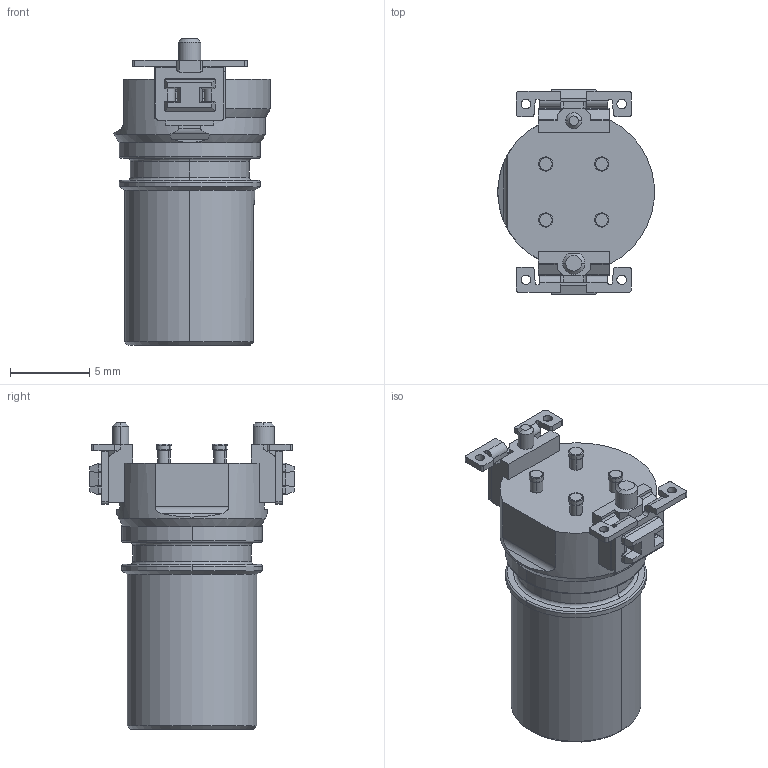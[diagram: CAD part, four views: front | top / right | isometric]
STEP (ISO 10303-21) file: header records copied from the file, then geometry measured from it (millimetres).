
FILE_DESCRIPTION((''),'2;1');
FILE_NAME('1411907','2018-06-12T',('cosa01'),(''),'PRO/ENGINEER BY PARAMETRIC TECHNOLOGY CORPORATION, 2014200','PRO/ENGINEER BY PARAMETRIC TECHNOLOGY CORPORATION, 2014200','');
FILE_SCHEMA(('AUTOMOTIVE_DESIGN { 1 0 10303 214 1 1 1 1 }'));
Length unit declared in the file: millimetre
Products named in the file (1): 1411907
Bounding box: 9.88 x 12.9 x 19.35 mm (x, y, z)
Volume: 972.8 mm3; surface area: 915.2 mm2
Topology: 1 solids, 1 shells, 588 faces, 1590 edges, 1024 vertices
Faces by surface type: plane 376, cylinder 168, cone 28, torus 16
Entity records: 18693 total; most frequent: CARTESIAN_POINT 3572, ORIENTED_EDGE 3180, DIRECTION 3078, EDGE_CURVE 1590, VECTOR 1122, LINE 1122, VERTEX_POINT 1024, AXIS2_PLACEMENT_3D 978
